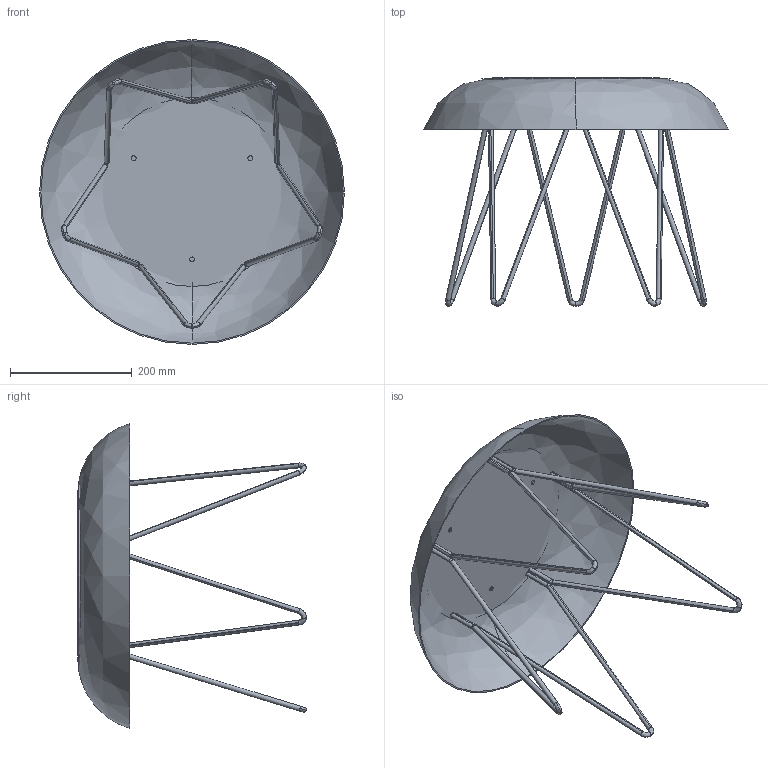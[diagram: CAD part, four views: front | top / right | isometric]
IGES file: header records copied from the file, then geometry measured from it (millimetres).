
Start section: SolidWorks IGES file using analytic representation for surfaces
Global section: file name: MEDUSA TAVOLINO LARGE D.50-35.IGS; native system: SolidWorks 2016; preprocessor: SolidWorks 2016; author: andrea.intermite; date: 170321.105004; units: millimetre
Bounding box: 500 x 374.91 x 500 mm (x, y, z)
Volume: 884716.9 mm3; surface area: 754270.6 mm2
Topology: 7 solids, 7 shells, 163 faces, 948 edges, 1229 vertices
Faces by surface type: revolution 99, bspline 44, plane 20
